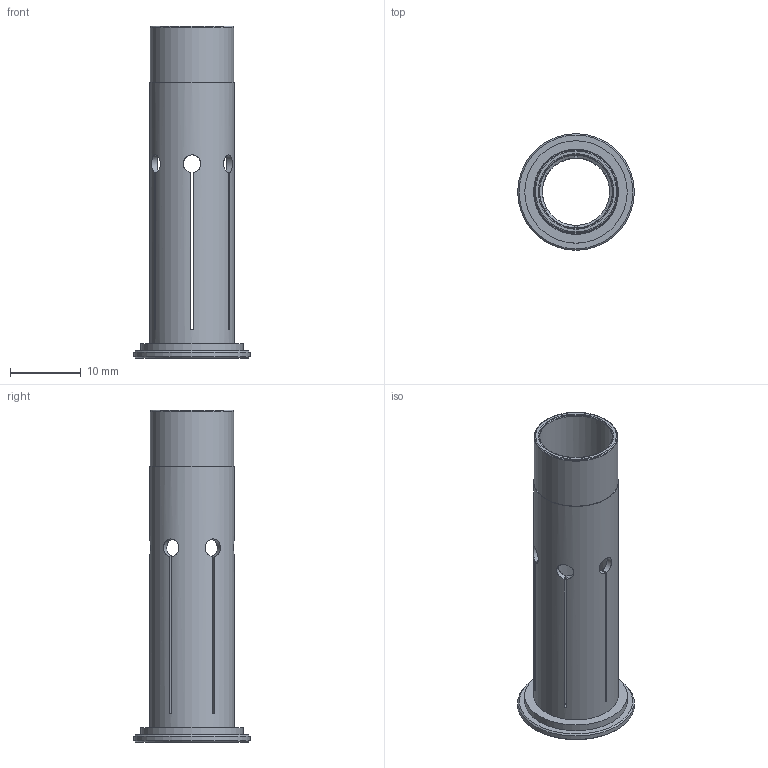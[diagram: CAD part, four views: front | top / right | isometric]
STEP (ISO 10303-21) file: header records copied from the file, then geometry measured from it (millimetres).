
FILE_DESCRIPTION(/* description */ (''),/* implementation_level */ '2;1');
FILE_NAME(/* name */ '05FHC120375_Basic.stp',/* time_stamp */ '2022-05-23T15:39:41+05:00',/* author */ (''),/* organization */ (''),/* preprocessor_version */ 'ST-DEVELOPER v16.7',/* originating_system */ 'SIEMENS PLM Software NX 12.0',/* authorisation */ '');
FILE_SCHEMA (('AUTOMOTIVE_DESIGN { 1 0 10303 214 3 1 1 1 }'));
Length unit declared in the file: millimetre
Products named in the file (1): inpu285C5259bfer
Bounding box: 16.5 x 16.5 x 47 mm (x, y, z)
Volume: 1759.2 mm3; surface area: 3738.9 mm2
Topology: 1 solids, 1 shells, 47 faces, 151 edges, 106 vertices
Faces by surface type: plane 23, cylinder 12, cone 8, torus 4
Full cylindrical faces by diameter (mm): 9.525 x1, 10.3 x1, 11.85 x1, 12 x1, 14.5 x1, 16.5 x1
Entity records: 2337 total; most frequent: CARTESIAN_POINT 1020, ORIENTED_EDGE 264, DIRECTION 242, EDGE_CURVE 132, VERTEX_POINT 96, AXIS2_PLACEMENT_3D 91, EDGE_LOOP 70, LINE 60
